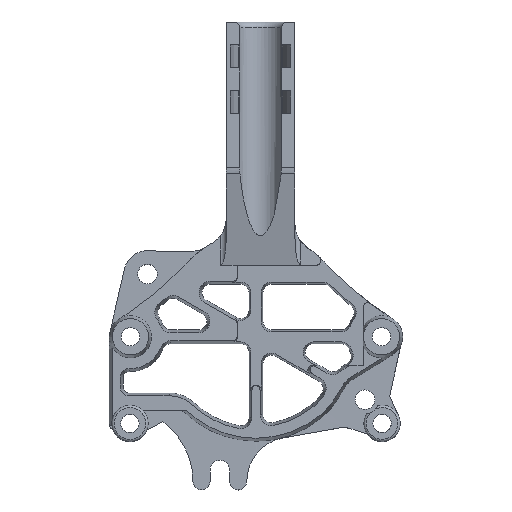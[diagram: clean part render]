
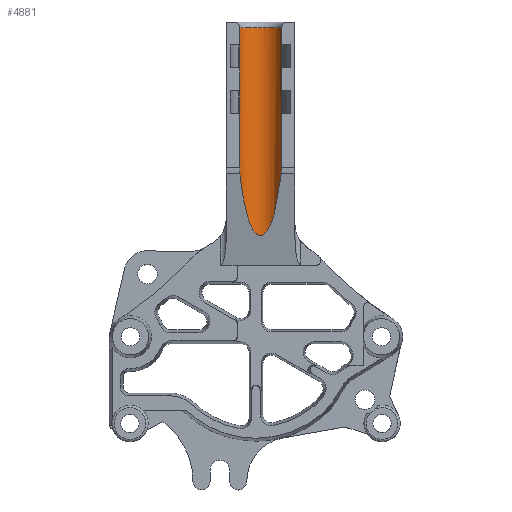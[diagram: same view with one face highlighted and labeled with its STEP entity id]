
A CAD part, top view. The second image highlights one B-rep face of the part: STEP entity #4881.
In plain terms, the highlighted cylindrical face has radius 4 mm (diameter 8 mm), a partial arc.
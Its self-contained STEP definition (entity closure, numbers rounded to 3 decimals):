
#89=ELLIPSE('',#5336,19.199,4.);
#120=B_SPLINE_CURVE_WITH_KNOTS('',3,(#8254,#8255,#8256,#8257),
 .UNSPECIFIED.,.F.,.F.,(4,4),(0.678,0.778),
 .UNSPECIFIED.);
#121=B_SPLINE_CURVE_WITH_KNOTS('',3,(#8280,#8281,#8282,#8283),
 .UNSPECIFIED.,.F.,.F.,(4,4),(1.932,2.033),
 .UNSPECIFIED.);
#175=CYLINDRICAL_SURFACE('',#5335,4.);
#331=FACE_OUTER_BOUND('',#625,.T.);
#625=EDGE_LOOP('',(#3776,#3777,#3778,#3779,#3780,#3781,#3782,#3783,#3784,
#3785,#3786,#3787,#3788,#3789));
#1014=LINE('',#8173,#1448);
#1018=LINE('',#8181,#1452);
#1022=LINE('',#8188,#1456);
#1043=LINE('',#8261,#1477);
#1047=LINE('',#8269,#1481);
#1051=LINE('',#8276,#1485);
#1053=LINE('',#8285,#1487);
#1054=LINE('',#8286,#1488);
#1055=LINE('',#8288,#1489);
#1056=LINE('',#8289,#1490);
#1448=VECTOR('',#6290,10.);
#1452=VECTOR('',#6294,10.);
#1456=VECTOR('',#6298,10.);
#1477=VECTOR('',#6349,10.);
#1481=VECTOR('',#6353,10.);
#1485=VECTOR('',#6357,10.);
#1487=VECTOR('',#6363,10.);
#1488=VECTOR('',#6364,10.);
#1489=VECTOR('',#6367,10.);
#1490=VECTOR('',#6368,10.);
#1844=CIRCLE('',#5316,4.);
#2247=VERTEX_POINT('',#8140);
#2248=VERTEX_POINT('',#8151);
#2252=VERTEX_POINT('',#8170);
#2253=VERTEX_POINT('',#8172);
#2256=VERTEX_POINT('',#8178);
#2257=VERTEX_POINT('',#8180);
#2260=VERTEX_POINT('',#8186);
#2279=VERTEX_POINT('',#8251);
#2280=VERTEX_POINT('',#8253);
#2281=VERTEX_POINT('',#8260);
#2284=VERTEX_POINT('',#8266);
#2285=VERTEX_POINT('',#8268);
#2288=VERTEX_POINT('',#8274);
#2289=VERTEX_POINT('',#8278);
#2787=EDGE_CURVE('',#2247,#2248,#1844,.T.);
#2793=EDGE_CURVE('',#2252,#2253,#1014,.T.);
#2797=EDGE_CURVE('',#2256,#2257,#1018,.T.);
#2801=EDGE_CURVE('',#2260,#2247,#1022,.T.);
#2829=EDGE_CURVE('',#2279,#2280,#120,.T.);
#2831=EDGE_CURVE('',#2248,#2281,#1043,.T.);
#2835=EDGE_CURVE('',#2284,#2285,#1047,.T.);
#2839=EDGE_CURVE('',#2288,#2279,#1051,.T.);
#2841=EDGE_CURVE('',#2289,#2252,#121,.T.);
#2842=EDGE_CURVE('',#2257,#2260,#1053,.T.);
#2843=EDGE_CURVE('',#2253,#2256,#1054,.T.);
#2844=EDGE_CURVE('',#2280,#2289,#89,.T.);
#2845=EDGE_CURVE('',#2285,#2288,#1055,.T.);
#2846=EDGE_CURVE('',#2281,#2284,#1056,.T.);
#3776=ORIENTED_EDGE('',*,*,#2787,.F.);
#3777=ORIENTED_EDGE('',*,*,#2801,.F.);
#3778=ORIENTED_EDGE('',*,*,#2842,.F.);
#3779=ORIENTED_EDGE('',*,*,#2797,.F.);
#3780=ORIENTED_EDGE('',*,*,#2843,.F.);
#3781=ORIENTED_EDGE('',*,*,#2793,.F.);
#3782=ORIENTED_EDGE('',*,*,#2841,.F.);
#3783=ORIENTED_EDGE('',*,*,#2844,.F.);
#3784=ORIENTED_EDGE('',*,*,#2829,.F.);
#3785=ORIENTED_EDGE('',*,*,#2839,.F.);
#3786=ORIENTED_EDGE('',*,*,#2845,.F.);
#3787=ORIENTED_EDGE('',*,*,#2835,.F.);
#3788=ORIENTED_EDGE('',*,*,#2846,.F.);
#3789=ORIENTED_EDGE('',*,*,#2831,.F.);
#4881=ADVANCED_FACE('',(#331),#175,.F.);
#5316=AXIS2_PLACEMENT_3D('',#8152,#6281,#6282);
#5335=AXIS2_PLACEMENT_3D('',#8284,#6361,#6362);
#5336=AXIS2_PLACEMENT_3D('',#8287,#6365,#6366);
#6281=DIRECTION('center_axis',(0.,-1.,0.));
#6282=DIRECTION('ref_axis',(0.,0.,-1.));
#6290=DIRECTION('',(0.,1.,0.));
#6294=DIRECTION('',(0.,1.,0.));
#6298=DIRECTION('',(0.,1.,0.));
#6349=DIRECTION('',(0.,-1.,0.));
#6353=DIRECTION('',(0.,-1.,0.));
#6357=DIRECTION('',(0.,-1.,0.));
#6361=DIRECTION('center_axis',(0.,-1.,0.));
#6362=DIRECTION('ref_axis',(-1.,0.,0.));
#6363=DIRECTION('',(0.,1.,0.));
#6364=DIRECTION('',(0.,1.,0.));
#6365=DIRECTION('center_axis',(0.,0.208,-0.978));
#6366=DIRECTION('ref_axis',(0.,-0.978,-0.208));
#6367=DIRECTION('',(0.,-1.,0.));
#6368=DIRECTION('',(0.,-1.,0.));
#8140=CARTESIAN_POINT('',(-2.874,53.149,4.761));
#8151=CARTESIAN_POINT('',(4.458,53.149,4.761));
#8152=CARTESIAN_POINT('Origin',(0.792,53.149,6.361));
#8170=CARTESIAN_POINT('',(-2.874,28.676,4.761));
#8172=CARTESIAN_POINT('',(-2.874,38.149,4.761));
#8173=CARTESIAN_POINT('',(-2.874,54.149,4.761));
#8178=CARTESIAN_POINT('',(-2.874,42.149,4.761));
#8180=CARTESIAN_POINT('',(-2.874,46.149,4.761));
#8181=CARTESIAN_POINT('',(-2.874,54.149,4.761));
#8186=CARTESIAN_POINT('',(-2.874,50.149,4.761));
#8188=CARTESIAN_POINT('',(-2.874,54.149,4.761));
#8251=CARTESIAN_POINT('',(4.458,28.676,4.761));
#8253=CARTESIAN_POINT('',(4.408,27.634,4.651));
#8254=CARTESIAN_POINT('Ctrl Pts',(4.458,28.676,4.761));
#8255=CARTESIAN_POINT('Ctrl Pts',(4.458,28.341,4.761));
#8256=CARTESIAN_POINT('Ctrl Pts',(4.444,27.984,4.725));
#8257=CARTESIAN_POINT('Ctrl Pts',(4.408,27.634,4.651));
#8260=CARTESIAN_POINT('',(4.458,50.149,4.761));
#8261=CARTESIAN_POINT('',(4.458,54.149,4.761));
#8266=CARTESIAN_POINT('',(4.458,46.149,4.761));
#8268=CARTESIAN_POINT('',(4.458,42.149,4.761));
#8269=CARTESIAN_POINT('',(4.458,54.149,4.761));
#8274=CARTESIAN_POINT('',(4.458,38.149,4.761));
#8276=CARTESIAN_POINT('',(4.458,54.149,4.761));
#8278=CARTESIAN_POINT('',(-2.824,27.634,4.651));
#8280=CARTESIAN_POINT('Ctrl Pts',(-2.824,27.634,4.651));
#8281=CARTESIAN_POINT('Ctrl Pts',(-2.859,27.984,4.725));
#8282=CARTESIAN_POINT('Ctrl Pts',(-2.874,28.341,4.761));
#8283=CARTESIAN_POINT('Ctrl Pts',(-2.874,28.676,4.761));
#8284=CARTESIAN_POINT('Origin',(0.792,54.149,6.361));
#8285=CARTESIAN_POINT('',(-2.874,54.149,4.761));
#8286=CARTESIAN_POINT('',(-2.874,54.149,4.761));
#8287=CARTESIAN_POINT('Origin',(0.792,35.66,6.361));
#8288=CARTESIAN_POINT('',(4.458,54.149,4.761));
#8289=CARTESIAN_POINT('',(4.458,54.149,4.761));
